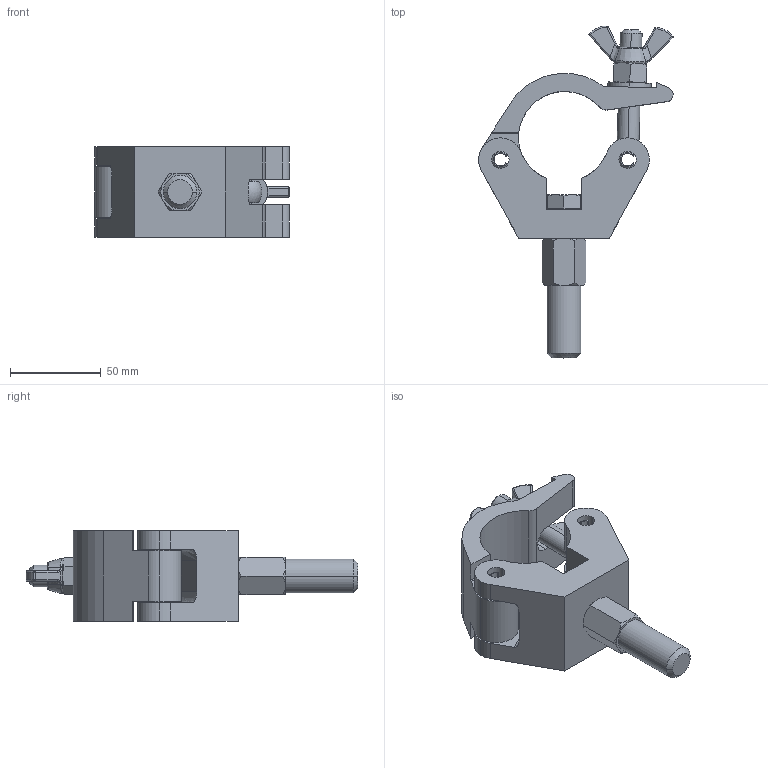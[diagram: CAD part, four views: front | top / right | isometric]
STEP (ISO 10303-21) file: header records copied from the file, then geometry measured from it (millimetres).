
FILE_DESCRIPTION (( 'STEP AP203' ), '1' );
FILE_NAME ('T57215.STEP', '2018-08-02T15:18:04', ( '' ), ( '' ), 'SwSTEP 2.0', 'SolidWorks 2016', '' );
FILE_SCHEMA (( 'CONFIG_CONTROL_DESIGN' ));
Length unit declared in the file: millimetre
Products named in the file (13): TH2001_TH2001 - 50MM WIDE; TH157_TH157; T73500; TH2000_TH2000 - 50MM WIDE; T57215; F883_DIN 315-M12-GT-C-N; TH156_TH156; F790; Hex Bolt_ISO 4016 - M12 x 50 x 50-WS; T78000; A Washer_Bright washer BS 4320 - M12 (Form A); Hex Nut Style 1 GradeAB_Doughty Fastners_Hexagon Nut ISO - 4032 - M12 - D - S; TH566
Assembly tree (13 placements, depth 3):
  T57215
    TH156_TH156
      TH2000_TH2000 - 50MM WIDE
    TH157_TH157
      TH2001_TH2001 - 50MM WIDE
    T78000
      TH566
      A Washer_Bright washer BS 4320 - M12 (Form A)
      Hex Nut Style 1 GradeAB_Doughty Fastners_Hexagon Nut ISO - 4032 - M12 - D - S
      F883_DIN 315-M12-GT-C-N
    F790  x2
    T73500
    Hex Bolt_ISO 4016 - M12 x 50 x 50-WS
Bounding box: 107.22 x 182.87 x 49.9 mm (x, y, z)
Volume: 218271.1 mm3; surface area: 62827.7 mm2
Topology: 10 solids, 10 shells, 489 faces, 1202 edges, 725 vertices
Faces by surface type: cone 202, cylinder 152, plane 84, bspline 32, sphere 11, torus 8
Entity records: 16255 total; most frequent: CARTESIAN_POINT 3647, DIRECTION 2517, ORIENTED_EDGE 2302, EDGE_CURVE 1151, AXIS2_PLACEMENT_3D 1035, VERTEX_POINT 699, CIRCLE 575, EDGE_LOOP 496
